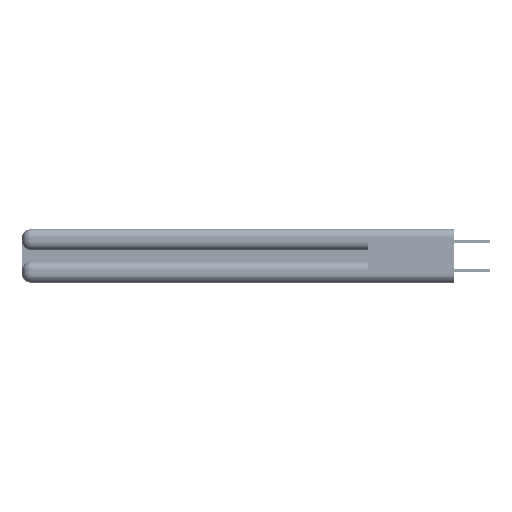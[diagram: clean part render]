
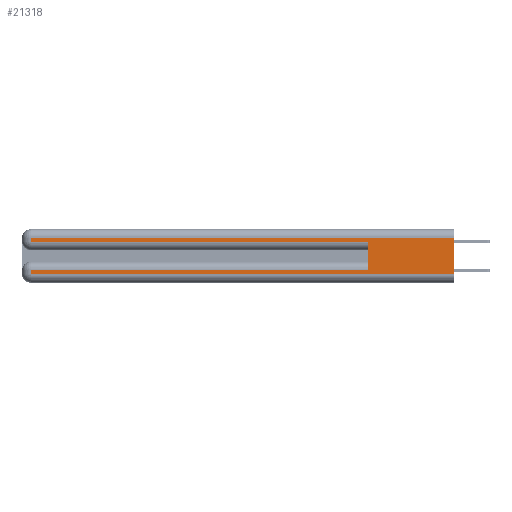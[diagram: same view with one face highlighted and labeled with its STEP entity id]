
A CAD part, left-side view. The second image highlights one B-rep face of the part: STEP entity #21318.
In plain terms, the highlighted planar face has unit normal (-1, 0, 0).
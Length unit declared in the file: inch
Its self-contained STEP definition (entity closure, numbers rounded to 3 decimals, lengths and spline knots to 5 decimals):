
#350 = LINE ( 'NONE', #39298, #2695 ) ;
#420 = CARTESIAN_POINT ( 'NONE',  ( 0., 0., 0.06 ) ) ;
#730 = VECTOR ( 'NONE', #12999, 39.37008 ) ;
#840 = CARTESIAN_POINT ( 'NONE',  ( 0., 2.94, 0.085 ) ) ;
#1366 = EDGE_CURVE ( 'NONE', #26125, #16020, #39774, .T. ) ;
#1976 = ORIENTED_EDGE ( 'NONE', *, *, #30080, .T. ) ;
#2695 = VECTOR ( 'NONE', #38814, 39.37008 ) ;
#2715 = AXIS2_PLACEMENT_3D ( 'NONE', #26979, #5138, #33786 ) ;
#3577 = ORIENTED_EDGE ( 'NONE', *, *, #9230, .T. ) ;
#5138 = DIRECTION ( 'NONE',  ( 1., 0., 0. ) ) ;
#5248 = CARTESIAN_POINT ( 'NONE',  ( 0., 2.94, 0.285 ) ) ;
#7370 = VERTEX_POINT ( 'NONE', #22266 ) ;
#8748 = CARTESIAN_POINT ( 'NONE',  ( 0., 0., 0.085 ) ) ;
#9230 = EDGE_CURVE ( 'NONE', #28522, #35842, #33428, .T. ) ;
#10579 = CARTESIAN_POINT ( 'NONE',  ( 0., 2.94, 0.31 ) ) ;
#10984 = VECTOR ( 'NONE', #23324, 39.37008 ) ;
#12229 = ORIENTED_EDGE ( 'NONE', *, *, #19928, .T. ) ;
#12825 = CARTESIAN_POINT ( 'NONE',  ( 0., 0., 0.31 ) ) ;
#12999 = DIRECTION ( 'NONE',  ( 0., 1., 0. ) ) ;
#13402 = CARTESIAN_POINT ( 'NONE',  ( 0., 0., 0.285 ) ) ;
#13559 = DIRECTION ( 'NONE',  ( 0., 0., -1. ) ) ;
#14513 = FACE_OUTER_BOUND ( 'NONE', #21795, .T. ) ;
#16020 = VERTEX_POINT ( 'NONE', #23410 ) ;
#16303 = DIRECTION ( 'NONE',  ( 0., -1., 0. ) ) ;
#18053 = ORIENTED_EDGE ( 'NONE', *, *, #24610, .T. ) ;
#18188 = ORIENTED_EDGE ( 'NONE', *, *, #43285, .T. ) ;
#19189 = PLANE ( 'NONE',  #2715 ) ;
#19314 = DIRECTION ( 'NONE',  ( 0., 1., 0. ) ) ;
#19844 = VECTOR ( 'NONE', #36263, 39.37008 ) ;
#19928 = EDGE_CURVE ( 'NONE', #25637, #26125, #33759, .T. ) ;
#20509 = CARTESIAN_POINT ( 'NONE',  ( 0., 2.94, 0.06 ) ) ;
#21318 = ADVANCED_FACE ( 'NONE', ( #14513 ), #19189, .F. ) ;
#21795 = EDGE_LOOP ( 'NONE', ( #36534, #1976, #12229, #23958, #22496, #18188, #3577, #18053 ) ) ;
#21862 = LINE ( 'NONE', #45357, #730 ) ;
#22249 = VERTEX_POINT ( 'NONE', #33873 ) ;
#22266 = CARTESIAN_POINT ( 'NONE',  ( 0., 0.6, 0.085 ) ) ;
#22496 = ORIENTED_EDGE ( 'NONE', *, *, #41049, .F. ) ;
#23324 = DIRECTION ( 'NONE',  ( 0., 0., -1. ) ) ;
#23410 = CARTESIAN_POINT ( 'NONE',  ( 0., 0.6, 0.285 ) ) ;
#23958 = ORIENTED_EDGE ( 'NONE', *, *, #1366, .T. ) ;
#24610 = EDGE_CURVE ( 'NONE', #35842, #22249, #46784, .T. ) ;
#25637 = VERTEX_POINT ( 'NONE', #10579 ) ;
#26125 = VERTEX_POINT ( 'NONE', #5248 ) ;
#26807 = CARTESIAN_POINT ( 'NONE',  ( 0., 2.94, 0.37 ) ) ;
#26979 = CARTESIAN_POINT ( 'NONE',  ( 0., 0., 0.37 ) ) ;
#27355 = VECTOR ( 'NONE', #16303, 39.37008 ) ;
#28145 = EDGE_CURVE ( 'NONE', #35780, #22249, #350, .T. ) ;
#28213 = CARTESIAN_POINT ( 'NONE',  ( 0., 2.94, 0.37 ) ) ;
#28522 = VERTEX_POINT ( 'NONE', #840 ) ;
#29863 = VECTOR ( 'NONE', #19314, 39.37008 ) ;
#30080 = EDGE_CURVE ( 'NONE', #35780, #25637, #21862, .T. ) ;
#30093 = VECTOR ( 'NONE', #34869, 39.37008 ) ;
#31703 = CARTESIAN_POINT ( 'NONE',  ( 0., 0.6, 0.145 ) ) ;
#33428 = LINE ( 'NONE', #28213, #46053 ) ;
#33759 = LINE ( 'NONE', #26807, #10984 ) ;
#33786 = DIRECTION ( 'NONE',  ( 0., 0., -1. ) ) ;
#33873 = CARTESIAN_POINT ( 'NONE',  ( 0., 0., 0.06 ) ) ;
#34869 = DIRECTION ( 'NONE',  ( 0., 0., 1. ) ) ;
#35780 = VERTEX_POINT ( 'NONE', #12825 ) ;
#35842 = VERTEX_POINT ( 'NONE', #20509 ) ;
#36263 = DIRECTION ( 'NONE',  ( 0., -1., 0. ) ) ;
#36534 = ORIENTED_EDGE ( 'NONE', *, *, #28145, .F. ) ;
#38670 = LINE ( 'NONE', #31703, #30093 ) ;
#38814 = DIRECTION ( 'NONE',  ( 0., 0., -1. ) ) ;
#39298 = CARTESIAN_POINT ( 'NONE',  ( 0., 0., 0.37 ) ) ;
#39599 = LINE ( 'NONE', #8748, #29863 ) ;
#39774 = LINE ( 'NONE', #13402, #19844 ) ;
#41049 = EDGE_CURVE ( 'NONE', #7370, #16020, #38670, .T. ) ;
#43285 = EDGE_CURVE ( 'NONE', #7370, #28522, #39599, .T. ) ;
#45357 = CARTESIAN_POINT ( 'NONE',  ( 0., 0., 0.31 ) ) ;
#46053 = VECTOR ( 'NONE', #13559, 39.37008 ) ;
#46784 = LINE ( 'NONE', #420, #27355 ) ;
